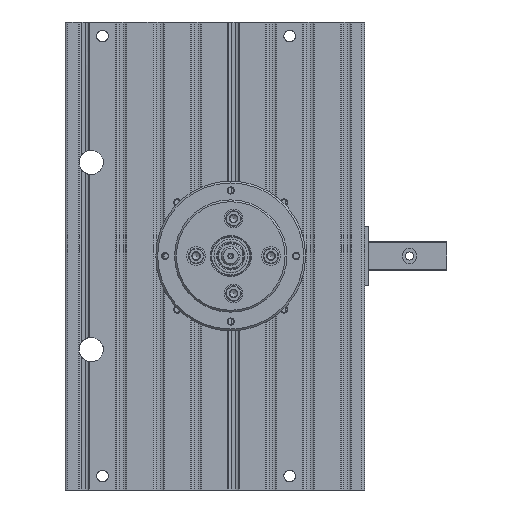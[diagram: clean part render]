
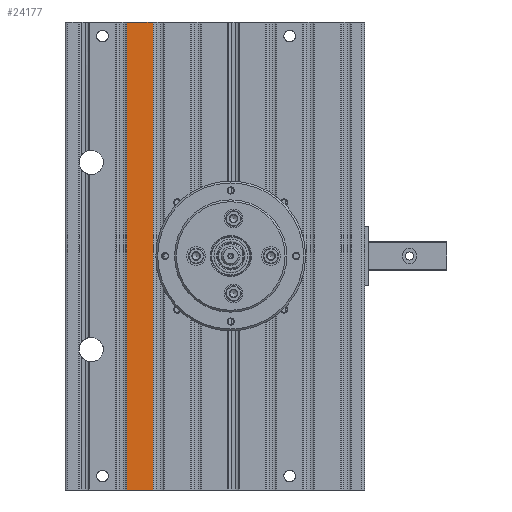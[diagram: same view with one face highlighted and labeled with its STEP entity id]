
A CAD part, left-side view. The second image highlights one B-rep face of the part: STEP entity #24177.
In plain terms, the highlighted planar face has unit normal (-1, 0, 0).
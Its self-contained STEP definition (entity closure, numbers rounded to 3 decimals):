
#724=PLANE('',#26350);
#3580=ORIENTED_EDGE('',*,*,#10200,.T.);
#3581=ORIENTED_EDGE('',*,*,#10201,.F.);
#3582=ORIENTED_EDGE('',*,*,#10202,.F.);
#3583=ORIENTED_EDGE('',*,*,#10198,.T.);
#10198=EDGE_CURVE('',#13434,#13433,#15671,.T.);
#10200=EDGE_CURVE('',#13433,#13435,#15672,.T.);
#10201=EDGE_CURVE('',#13436,#13435,#15673,.T.);
#10202=EDGE_CURVE('',#13434,#13436,#15674,.T.);
#13433=VERTEX_POINT('',#38198);
#13434=VERTEX_POINT('',#38200);
#13435=VERTEX_POINT('',#38204);
#13436=VERTEX_POINT('',#38206);
#15671=LINE('',#38199,#17663);
#15672=LINE('',#38203,#17664);
#15673=LINE('',#38205,#17665);
#15674=LINE('',#38207,#17666);
#17663=VECTOR('',#29795,1000.);
#17664=VECTOR('',#29800,1000.);
#17665=VECTOR('',#29801,1000.);
#17666=VECTOR('',#29802,1000.);
#19498=EDGE_LOOP('',(#3580,#3581,#3582,#3583));
#21584=FACE_BOUND('',#19498,.T.);
#24177=ADVANCED_FACE('',(#21584),#724,.F.);
#26350=AXIS2_PLACEMENT_3D('',#38202,#29798,#29799);
#29795=DIRECTION('',(0.,0.,-1.));
#29798=DIRECTION('',(1.,0.,0.));
#29799=DIRECTION('',(0.,1.,0.));
#29800=DIRECTION('',(0.,-1.,0.));
#29801=DIRECTION('',(0.,0.,-1.));
#29802=DIRECTION('',(0.,-1.,0.));
#38198=CARTESIAN_POINT('',(0.,47.,-125.));
#38199=CARTESIAN_POINT('',(0.,47.,125.));
#38200=CARTESIAN_POINT('',(0.,47.,125.));
#38202=CARTESIAN_POINT('',(0.,47.,125.));
#38203=CARTESIAN_POINT('',(0.,47.,-125.));
#38204=CARTESIAN_POINT('',(0.,33.,-125.));
#38205=CARTESIAN_POINT('',(0.,33.,125.));
#38206=CARTESIAN_POINT('',(0.,33.,125.));
#38207=CARTESIAN_POINT('',(0.,47.,125.));
